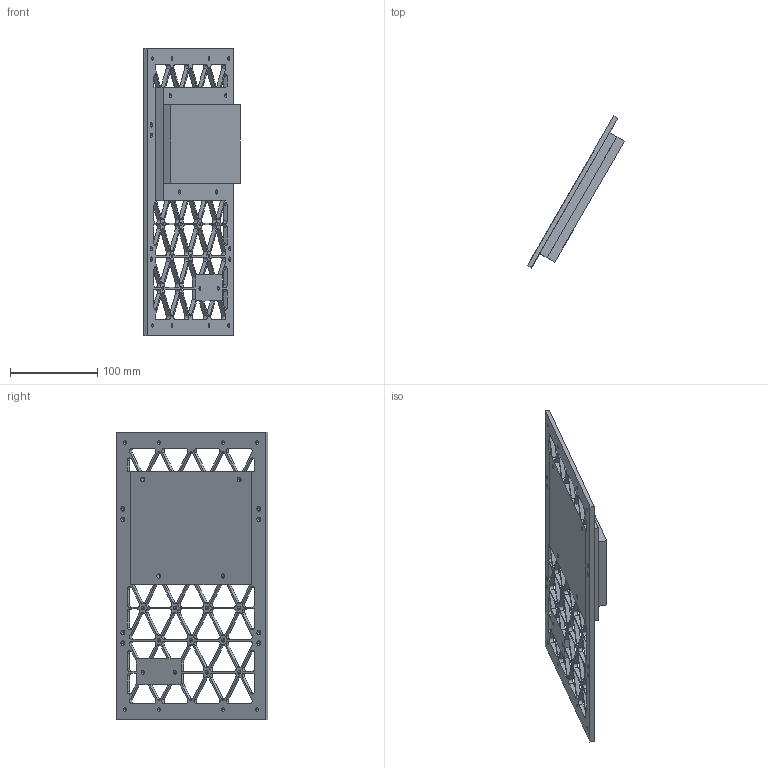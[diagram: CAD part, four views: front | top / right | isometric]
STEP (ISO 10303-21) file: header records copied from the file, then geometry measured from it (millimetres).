
FILE_DESCRIPTION(('FreeCAD Model'),'2;1');
FILE_NAME('Open CASCADE Shape Model','2025-05-12T15:21:30',('Author'),( ''),'Open CASCADE STEP processor 7.7','FreeCAD','Unknown');
FILE_SCHEMA(('AUTOMOTIVE_DESIGN { 1 0 10303 214 1 1 1 1 }'));
Length unit declared in the file: millimetre
Products named in the file (8): MIKRO_UYDU_VC; geo; MIKRO_UYDU_TERMAL_MODELV3; PANEL_6; MANYETOMETRE KUTUSU002; MANYETOMETRE KUTUSU; MANYETOMETRE KUTUSU001; PANEL6_RAD
Assembly tree (7 placements, depth 5):
  MIKRO_UYDU_VC
    geo
      MIKRO_UYDU_TERMAL_MODELV3
        PANEL_6
        MANYETOMETRE KUTUSU002
          MANYETOMETRE KUTUSU
          MANYETOMETRE KUTUSU001
        PANEL6_RAD
Bounding box: 111.15 x 173.97 x 330 mm (x, y, z)
Volume: 568809.6 mm3; surface area: 199088.3 mm2
Topology: 4 solids, 4 shells, 344 faces, 1008 edges, 672 vertices
Faces by surface type: plane 178, cylinder 166
Entity records: 11956 total; most frequent: CARTESIAN_POINT 2092, DIRECTION 2024, ORIENTED_EDGE 2016, EDGE_CURVE 1008, AXIS2_PLACEMENT_3D 684, VERTEX_POINT 672, LINE 656, VECTOR 656
